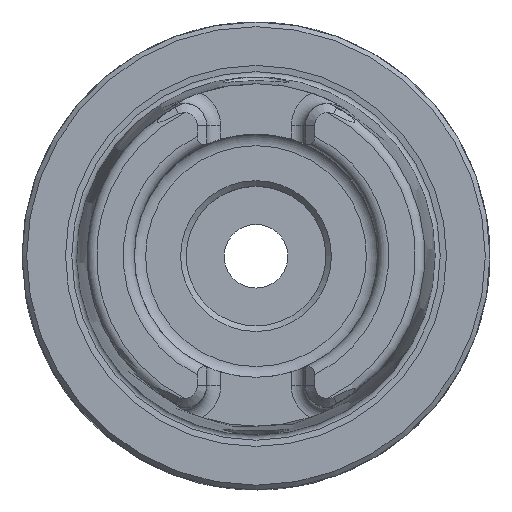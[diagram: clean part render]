
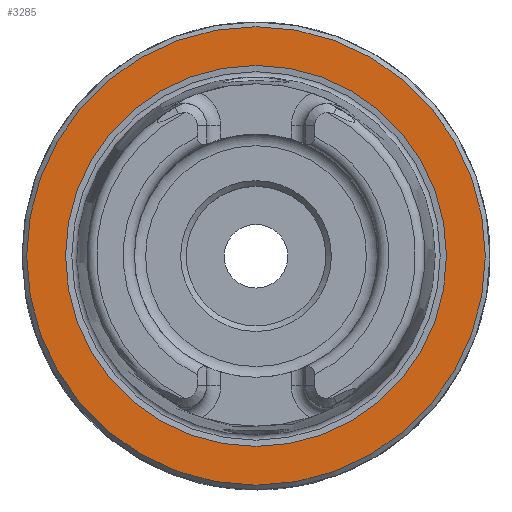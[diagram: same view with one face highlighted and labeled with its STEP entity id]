
A CAD part, top view. The second image highlights one B-rep face of the part: STEP entity #3285.
In plain terms, the highlighted planar face has unit normal (0, 0, 1).
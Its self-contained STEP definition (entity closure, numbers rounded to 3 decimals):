
#372=PLANE('',#3517);
#807=ORIENTED_EDGE('',*,*,#1275,.F.);
#808=ORIENTED_EDGE('',*,*,#1276,.T.);
#1275=EDGE_CURVE('',#1511,#1511,#1628,.T.);
#1276=EDGE_CURVE('',#1512,#1512,#1629,.T.);
#1511=VERTEX_POINT('',#5251);
#1512=VERTEX_POINT('',#5254);
#1628=CIRCLE('',#3516,20.354);
#1629=CIRCLE('',#3518,24.5);
#1786=EDGE_LOOP('',(#807));
#1787=EDGE_LOOP('',(#808));
#2003=FACE_BOUND('',#1786,.T.);
#2004=FACE_BOUND('',#1787,.T.);
#3285=ADVANCED_FACE('',(#2003,#2004),#372,.F.);
#3516=AXIS2_PLACEMENT_3D('',#5250,#4053,#4054);
#3517=AXIS2_PLACEMENT_3D('',#5252,#4055,#4056);
#3518=AXIS2_PLACEMENT_3D('',#5253,#4057,#4058);
#4053=DIRECTION('',(0.,0.,1.));
#4054=DIRECTION('',(1.,0.,0.));
#4055=DIRECTION('',(0.,0.,-1.));
#4056=DIRECTION('',(-1.,0.,0.));
#4057=DIRECTION('',(0.,0.,1.));
#4058=DIRECTION('',(1.,0.,0.));
#5250=CARTESIAN_POINT('',(0.,0.,0.));
#5251=CARTESIAN_POINT('',(20.354,0.,0.));
#5252=CARTESIAN_POINT('',(24.5,0.,0.));
#5253=CARTESIAN_POINT('',(0.,0.,0.));
#5254=CARTESIAN_POINT('',(24.5,0.,0.));
